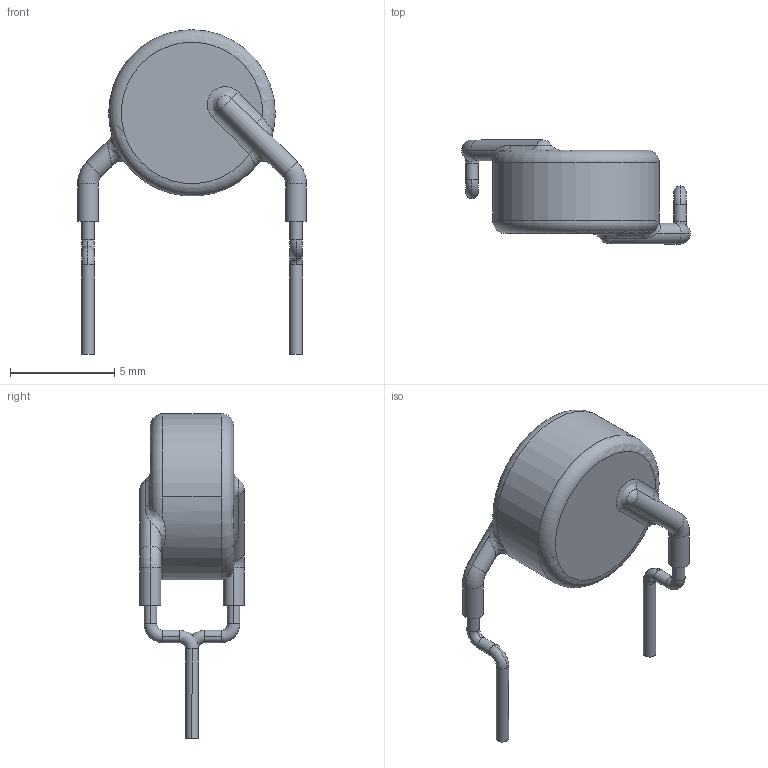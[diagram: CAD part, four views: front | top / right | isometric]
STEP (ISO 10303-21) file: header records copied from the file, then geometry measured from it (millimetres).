
FILE_DESCRIPTION((''),'2;1');
FILE_NAME('CAPRB1000W60L800T500H1200.stp','2013-05-27T16:49:27',(''),(''),'Mechanical Desktop 2011','Mechanical Desktop 2011',', , ');
FILE_SCHEMA(('AUTOMOTIVE_DESIGN { 1 2 10303 214 1 1 1 1 }'));
Length unit declared in the file: millimetre
Products named in the file (1): Product
Bounding box: 11 x 5 x 15.6 mm (x, y, z)
Volume: 211.3 mm3; surface area: 248.3 mm2
Topology: 3 solids, 3 shells, 54 faces, 128 edges, 80 vertices
Faces by surface type: cylinder 26, torus 14, plane 8, bspline 4, sphere 2
Entity records: 2354 total; most frequent: CARTESIAN_POINT 1015, DIRECTION 304, ORIENTED_EDGE 256, AXIS2_PLACEMENT_3D 137, EDGE_CURVE 128, CIRCLE 86, VERTEX_POINT 80, EDGE_LOOP 54
